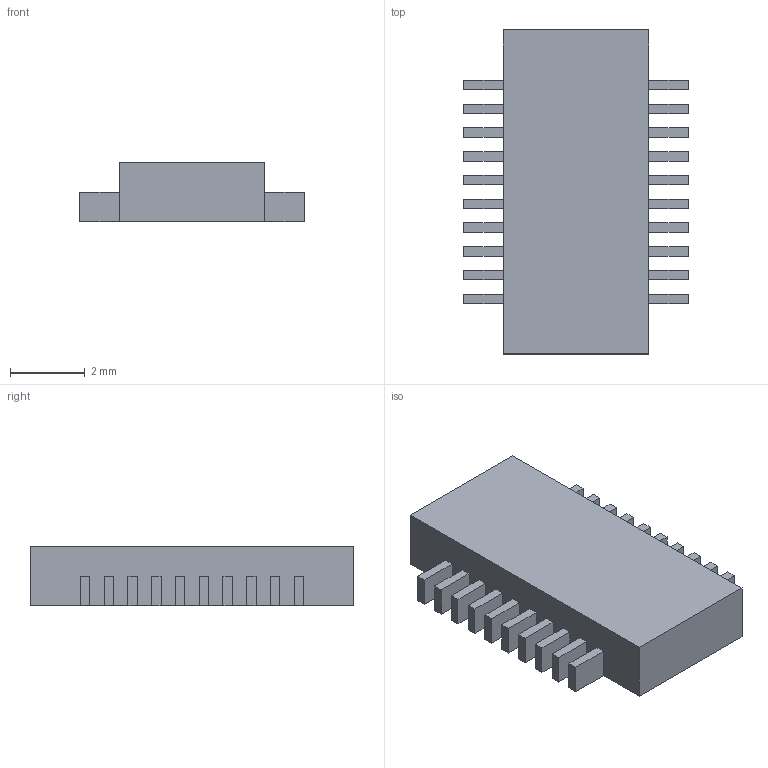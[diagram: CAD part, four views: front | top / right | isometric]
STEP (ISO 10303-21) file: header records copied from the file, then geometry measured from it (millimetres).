
FILE_DESCRIPTION(('FreeCAD Model'),'2;1');
FILE_NAME('Open CASCADE Shape Model','2024-01-09T08:51:54',(''),(''), 'Open CASCADE STEP processor 7.6','FreeCAD','Unknown');
FILE_SCHEMA(('AUTOMOTIVE_DESIGN { 1 0 10303 214 1 1 1 1 }'));
Length unit declared in the file: millimetre
Products named in the file (4): Part; 立方体; Array; 立方体001
Assembly tree (22 placements, depth 3):
  Part
    立方体
    Array
      立方体001  x20
Bounding box: 6 x 8.66 x 1.6 mm (x, y, z)
Volume: 58.1 mm3; surface area: 159.8 mm2
Topology: 21 solids, 21 shells, 126 faces, 252 edges, 168 vertices
Faces by surface type: plane 126
Entity records: 364 total; most frequent: CARTESIAN_POINT 36, ORIENTED_EDGE 36, AXIS2_PLACEMENT_3D 31, PRODUCT_DEFINITION_SHAPE 26, EDGE_CURVE 24, CONTEXT_DEPENDENT_SHAPE_REPRESENTATION 22, ITEM_DEFINED_TRANSFORMATION 22, NEXT_ASSEMBLY_USAGE_OCCURRENCE 22
